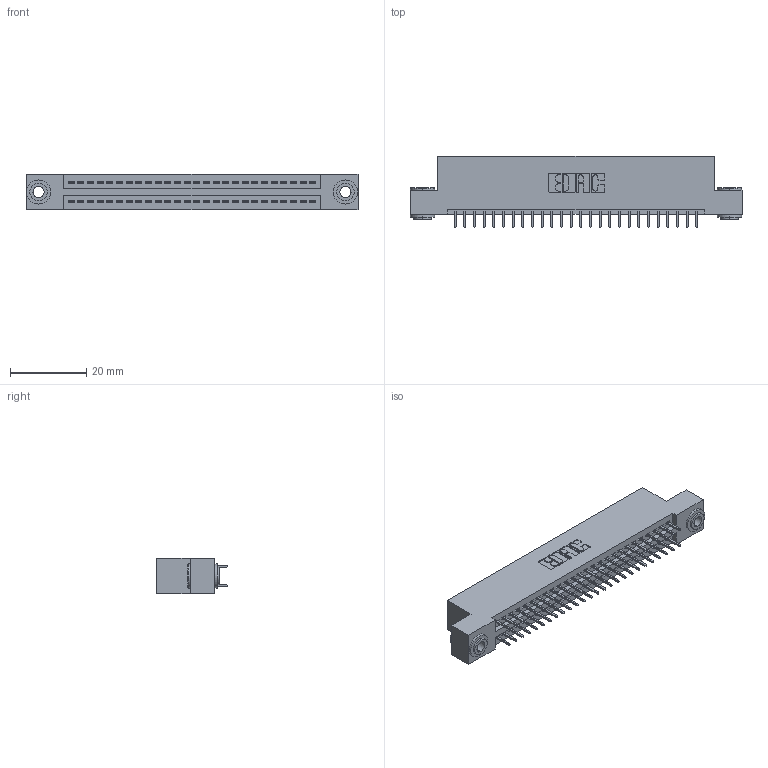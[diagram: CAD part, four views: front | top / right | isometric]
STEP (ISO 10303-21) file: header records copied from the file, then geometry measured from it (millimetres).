
FILE_DESCRIPTION (( 'STEP AP203' ), '1' );
FILE_NAME ('845-052-525-203.STEP', '2020-09-23T10:29:58', ( '' ), ( '' ), 'SwSTEP 2.0', 'SolidWorks 2020', '' );
FILE_SCHEMA (( 'CONFIG_CONTROL_DESIGN' ));
Length unit declared in the file: inch
Products named in the file (4): 845 Part_Flush Mounting Lugs - 0.156 Dia-TH; 345-292-001_345-293-125; 845-052-525-203; 345-250-002_345-250-002-102
Assembly tree (55 placements, depth 2):
  845-052-525-203
    845 Part_Flush Mounting Lugs - 0.156 Dia-TH
    345-292-001_345-293-125  x52
    345-250-002_345-250-002-102  x2
Bounding box: 87.25 x 18.72 x 9.4 mm (x, y, z)
Volume: 8260.7 mm3; surface area: 11847.8 mm2
Topology: 55 solids, 55 shells, 2972 faces, 8373 edges, 5370 vertices
Faces by surface type: plane 2118, cylinder 846, cone 8
Entity records: 23278 total; most frequent: CARTESIAN_POINT 3891, ORIENTED_EDGE 3818, DIRECTION 3483, EDGE_CURVE 1909, VECTOR 1653, LINE 1653, VERTEX_POINT 1266, AXIS2_PLACEMENT_3D 915
